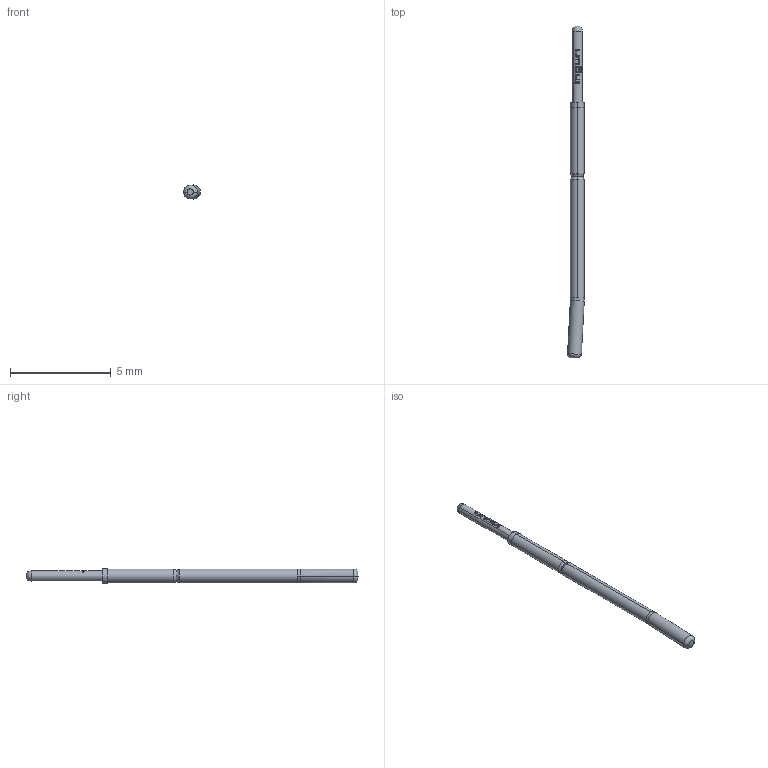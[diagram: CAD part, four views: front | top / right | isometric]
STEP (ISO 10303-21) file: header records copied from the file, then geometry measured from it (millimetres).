
FILE_DESCRIPTION (( 'STEP AP203' ), '1' );
FILE_NAME ('INGUN_GKS-069_305_051_A_xx00_B.STEP', '2021-09-20T06:35:26', ( 'ochi' ), ( '' ), 'SwSTEP 2.0', 'SolidWorks 2018', '' );
FILE_SCHEMA (( 'CONFIG_CONTROL_DESIGN' ));
Length unit declared in the file: millimetre
Products named in the file (1): INGUN_GKS-069_305_051_A_xx00_B
Bounding box: 0.84 x 16.5 x 0.7 mm (x, y, z)
Volume: 5.5 mm3; surface area: 34.1 mm2
Topology: 1 solids, 1 shells, 81 faces, 211 edges, 138 vertices
Faces by surface type: plane 33, bspline 22, cylinder 17, torus 8, sphere 1
Entity records: 3389 total; most frequent: CARTESIAN_POINT 1702, ORIENTED_EDGE 416, EDGE_CURVE 208, DIRECTION 196, B_SPLINE_CURVE_WITH_KNOTS 164, VERTEX_POINT 136, AXIS2_PLACEMENT_3D 92, EDGE_LOOP 88
